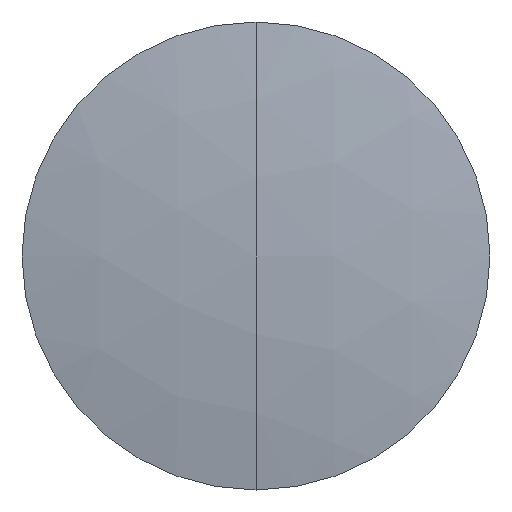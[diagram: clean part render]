
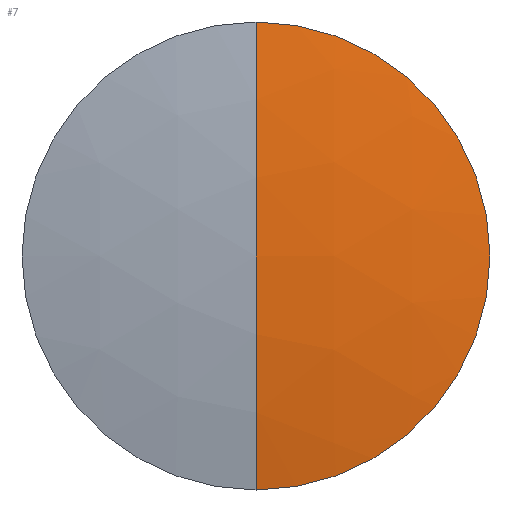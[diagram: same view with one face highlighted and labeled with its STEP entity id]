
A CAD part, left-side view. The second image highlights one B-rep face of the part: STEP entity #7.
In plain terms, the highlighted spherical face has radius 70 mm.
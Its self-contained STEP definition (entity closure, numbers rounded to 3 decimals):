
#7 = ADVANCED_FACE ( 'NONE', ( #105 ), #287, .T. ) ;
#47 = CARTESIAN_POINT ( 'NONE',  ( 164.664, 0., 0. ) ) ;
#50 = CARTESIAN_POINT ( 'NONE',  ( 164.664, 0., 0. ) ) ;
#52 = DIRECTION ( 'NONE',  ( -1., 0., 0. ) ) ;
#56 = AXIS2_PLACEMENT_3D ( 'NONE', #233, #155, #68 ) ;
#60 = EDGE_LOOP ( 'NONE', ( #317, #231, #336 ) ) ;
#66 = EDGE_CURVE ( 'NONE', #177, #184, #303, .T. ) ;
#68 = DIRECTION ( 'NONE',  ( 0., 0., -1. ) ) ;
#90 = AXIS2_PLACEMENT_3D ( 'NONE', #201, #52, #214 ) ;
#95 = CARTESIAN_POINT ( 'NONE',  ( 95.826, 0., -12.7 ) ) ;
#105 = FACE_OUTER_BOUND ( 'NONE', #60, .T. ) ;
#116 = CIRCLE ( 'NONE', #321, 70. ) ;
#155 = DIRECTION ( 'NONE',  ( 0., -1., 0. ) ) ;
#177 = VERTEX_POINT ( 'NONE', #95 ) ;
#184 = VERTEX_POINT ( 'NONE', #206 ) ;
#201 = CARTESIAN_POINT ( 'NONE',  ( 95.826, 0., 0. ) ) ;
#206 = CARTESIAN_POINT ( 'NONE',  ( 95.826, 0., 12.7 ) ) ;
#209 = DIRECTION ( 'NONE',  ( 0., -1., 0. ) ) ;
#210 = EDGE_CURVE ( 'NONE', #184, #309, #116, .T. ) ;
#214 = DIRECTION ( 'NONE',  ( 0., 0., 1. ) ) ;
#231 = ORIENTED_EDGE ( 'NONE', *, *, #210, .T. ) ;
#233 = CARTESIAN_POINT ( 'NONE',  ( 164.664, 0., 0. ) ) ;
#234 = CARTESIAN_POINT ( 'NONE',  ( 94.664, 0., 0. ) ) ;
#238 = DIRECTION ( 'NONE',  ( 0., 0., -1. ) ) ;
#240 = CIRCLE ( 'NONE', #316, 70. ) ;
#245 = EDGE_CURVE ( 'NONE', #177, #309, #240, .T. ) ;
#258 = DIRECTION ( 'NONE',  ( 0., 0., 1. ) ) ;
#287 = SPHERICAL_SURFACE ( 'NONE', #56, 70. ) ;
#303 = CIRCLE ( 'NONE', #90, 12.7 ) ;
#309 = VERTEX_POINT ( 'NONE', #234 ) ;
#316 = AXIS2_PLACEMENT_3D ( 'NONE', #47, #319, #258 ) ;
#317 = ORIENTED_EDGE ( 'NONE', *, *, #66, .T. ) ;
#319 = DIRECTION ( 'NONE',  ( 0., 1., 0. ) ) ;
#321 = AXIS2_PLACEMENT_3D ( 'NONE', #50, #209, #238 ) ;
#336 = ORIENTED_EDGE ( 'NONE', *, *, #245, .F. ) ;
